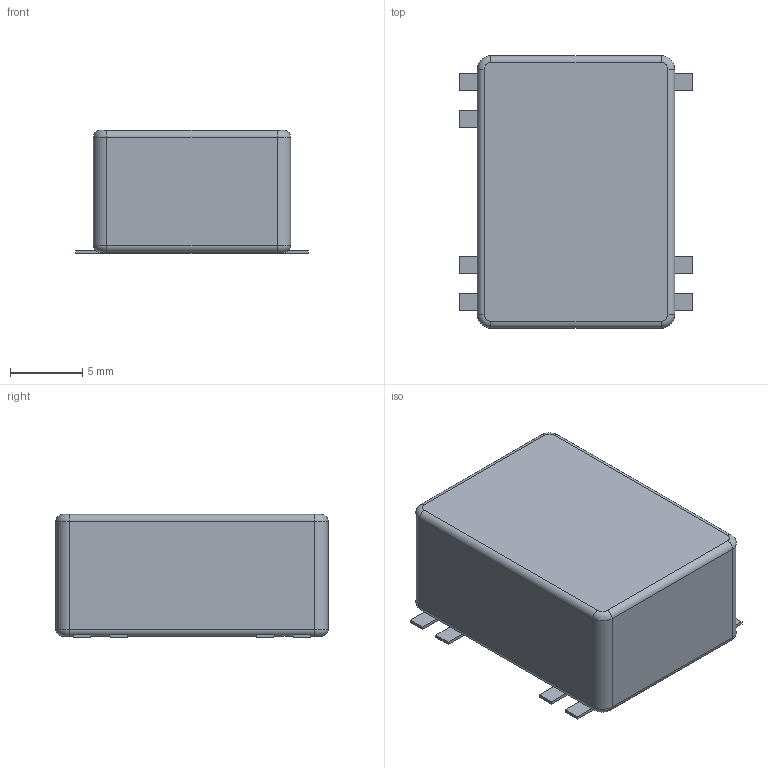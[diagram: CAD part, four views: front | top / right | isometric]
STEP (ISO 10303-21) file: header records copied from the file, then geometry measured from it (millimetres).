
FILE_DESCRIPTION(/* description */ ('model of Converter_DCDC_TRACO_TMR-1SM_SMD'),/* implementation_level */ '2;1');
FILE_NAME(/* name */ 'Converter_DCDC_TRACO_TMR-1SM_SMD.step',/* time_stamp */ '2018-04-09T21:29:53',/* author */ ('kicad StepUp','ksu'),/* organization */ ('FreeCAD'),/* preprocessor_version */ 'OCC',/* originating_system */ 'kicad StepUp',/* authorisation */ '');
FILE_SCHEMA(('AUTOMOTIVE_DESIGN { 1 0 10303 214 1 1 1 1 }'));
Length unit declared in the file: millimetre
Products named in the file (1): Converter_DCDC_TRACO_TMR_1SM_SMD
Bounding box: 16.15 x 18.9 x 8.55 mm (x, y, z)
Volume: 2183.5 mm3; surface area: 1066.2 mm2
Topology: 1 solids, 1 shells, 56 faces, 146 edges, 92 vertices
Faces by surface type: plane 36, cylinder 12, torus 8
Entity records: 1225 total; most frequent: ORIENTED_EDGE 228, CARTESIAN_POINT 187, EDGE_CURVE 146, AXIS2_PLACEMENT_3D 92, VERTEX_POINT 92, LINE 82, ADVANCED_FACE 56, FACE_BOUND 56
